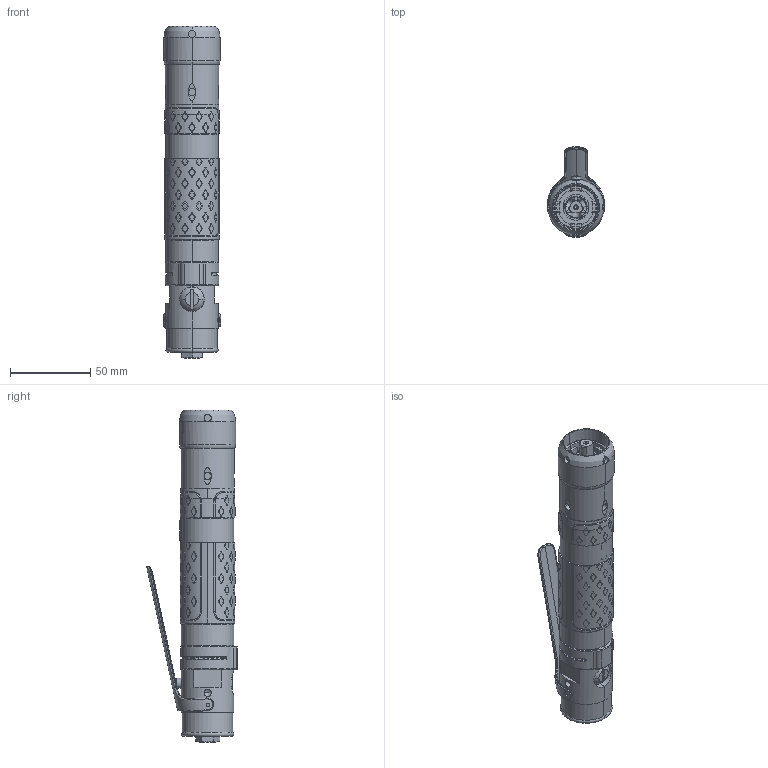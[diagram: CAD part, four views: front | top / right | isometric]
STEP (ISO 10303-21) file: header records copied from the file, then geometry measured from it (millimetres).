
FILE_DESCRIPTION((''),'2;1');
FILE_NAME('8431028217_ASM','2018-06-13T',('toocsr'),(''),'CREO PARAMETRIC BY PTC INC, 2016260','CREO PARAMETRIC BY PTC INC, 2016260','');
FILE_SCHEMA(('CONFIG_CONTROL_DESIGN','GEOMETRIC_VALIDATION_PROPERTIES_MIM'));
Products named in the file (27): 4210438407; 4210288808; 4210225303; 4210205504; 4210288890_ASM; 4210288891_ASM; 4210024503; 4210024562_ASM; 4106203400; 4106203460_ASM; 4210174500; 4210186800; 4210174581_ASM; 4210258302; 4210230607; 4210438487_ASM; 4210438500_AF0; 4210438550_GUMMI_AF0; 4210438551_ASM; 4210468803; 4210437901_AF0; 4210195012; 4210195186_ASM; 4210469600; 4210469610; 4210436920; 8431028217_ASM
Assembly tree (26 placements, depth 5):
  8431028217_ASM
    4210438487_ASM
      4210438407
      4210288891_ASM
        4210288890_ASM
          4210288808
          4210225303
          4210205504
      4210024562_ASM
        4210024503
      4106203460_ASM
        4106203400
      4210174581_ASM
        4210174500
        4210186800
      4210258302
      4210230607
    4210438551_ASM
      4210438500_AF0
      4210438550_GUMMI_AF0
    4210468803
    4210437901_AF0
    4210195186_ASM
      4210195012
    4210469600
    4210469610
    4210436920
Bounding box: 35.58 x 56.38 x 207.2 mm (x, y, z)
Volume: 87838.8 mm3; surface area: 94285.4 mm2
Topology: 19 solids, 20 shells, 2069 faces, 5486 edges, 3534 vertices
Faces by surface type: plane 688, cylinder 643, cone 531, torus 130, bspline 65, sphere 12
Entity records: 97357 total; most frequent: CARTESIAN_POINT 26657, ORIENTED_EDGE 10948, DIRECTION 8899, PRESENTATION_STYLE_ASSIGNMENT 5920, STYLED_ITEM 5920, EDGE_CURVE 5476, CURVE_STYLE 5110, VERTEX_POINT 3534
